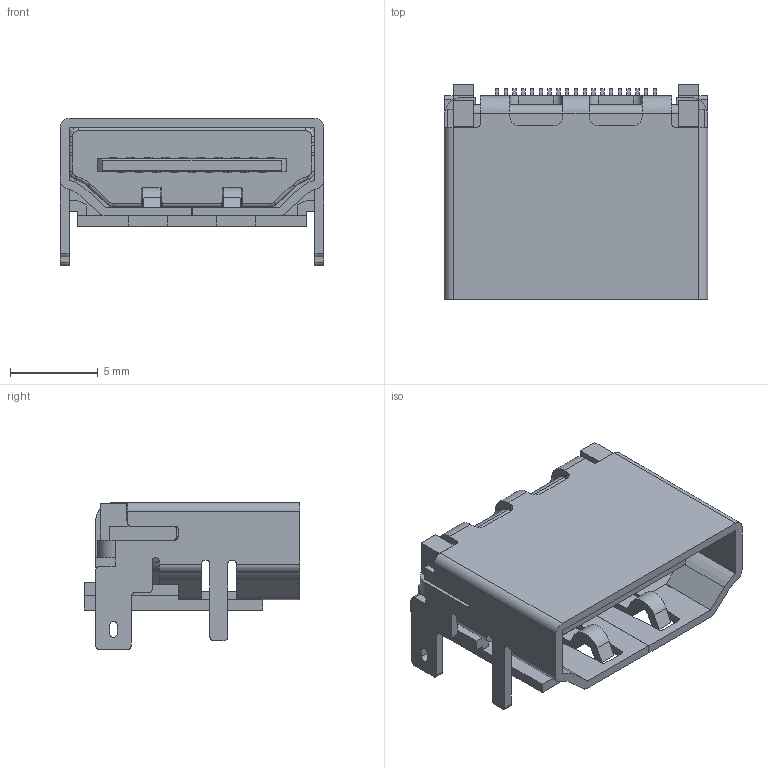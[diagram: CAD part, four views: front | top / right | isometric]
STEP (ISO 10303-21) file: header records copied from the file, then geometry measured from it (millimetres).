
FILE_DESCRIPTION(('FreeCAD Model'),'2;1');
FILE_NAME('Assem1_cp.step', '2018-09-13T10:31:54',('kicad StepUp'),('ksu MCAD'), 'Open CASCADE STEP processor 7.3','FreeCAD','Unknown');
FILE_SCHEMA(('AUTOMOTIVE_DESIGN { 1 0 10303 214 1 1 1 1 }'));
Length unit declared in the file: millimetre
Products named in the file (1): Assem1_cp
Bounding box: 15 x 12.25 x 8.38 mm (x, y, z)
Volume: 516.4 mm3; surface area: 1913.2 mm2
Topology: 21 solids, 21 shells, 1031 faces, 2842 edges, 1808 vertices
Faces by surface type: plane 660, cylinder 321, bspline 42, torus 8
Entity records: 40508 total; most frequent: CARTESIAN_POINT 6796, ORIENTED_EDGE 5684, DIRECTION 5312, EDGE_CURVE 2842, LINE 2174, VECTOR 2174, VERTEX_POINT 1808, AXIS2_PLACEMENT_3D 1569
